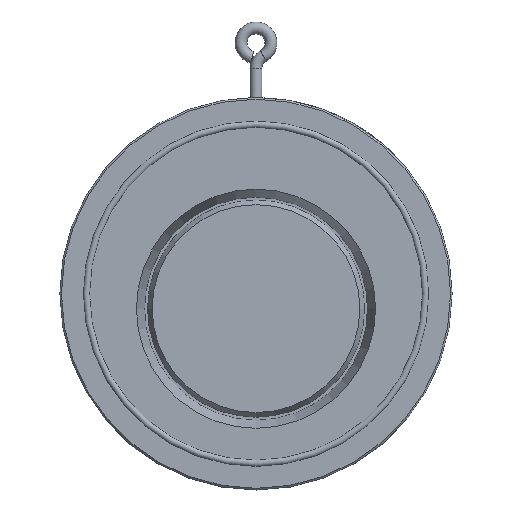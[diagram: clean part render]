
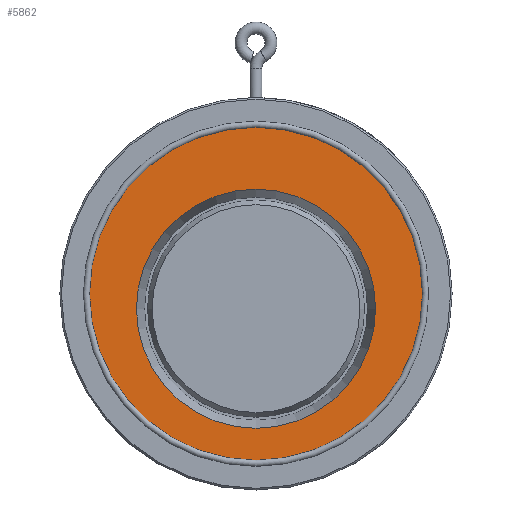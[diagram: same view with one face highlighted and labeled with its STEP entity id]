
A CAD part, top view. The second image highlights one B-rep face of the part: STEP entity #5862.
In plain terms, the highlighted planar face has unit normal (0, 0, 1).
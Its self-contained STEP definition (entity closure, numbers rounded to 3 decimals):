
#1686 = ORIENTED_EDGE ( 'NONE', *, *, #14861, .F. ) ;
#2716 = VERTEX_POINT ( 'NONE', #8615 ) ;
#3516 = EDGE_CURVE ( 'NONE', #15245, #15245, #18166, .T. ) ;
#3607 = CIRCLE ( 'NONE', #17753, 83.62 ) ;
#4177 = CARTESIAN_POINT ( 'NONE',  ( 0., -7.5, 0. ) ) ;
#5243 = FACE_BOUND ( 'NONE', #12002, .T. ) ;
#5597 = DIRECTION ( 'NONE',  ( 0., -1., 0. ) ) ;
#5600 = CARTESIAN_POINT ( 'NONE',  ( 0., 0., 0. ) ) ;
#5862 = ADVANCED_FACE ( 'NONE', ( #5243, #8978 ), #6886, .T. ) ;
#6886 = PLANE ( 'NONE',  #8739 ) ;
#7000 = DIRECTION ( 'NONE',  ( -1., 0., 0. ) ) ;
#8318 = CARTESIAN_POINT ( 'NONE',  ( 0., 0., 0. ) ) ;
#8615 = CARTESIAN_POINT ( 'NONE',  ( -83.62, 0., 0. ) ) ;
#8739 = AXIS2_PLACEMENT_3D ( 'NONE', #8318, #12120, #18134 ) ;
#8978 = FACE_OUTER_BOUND ( 'NONE', #10450, .T. ) ;
#10450 = EDGE_LOOP ( 'NONE', ( #1686 ) ) ;
#12002 = EDGE_LOOP ( 'NONE', ( #14194 ) ) ;
#12120 = DIRECTION ( 'NONE',  ( 0., 0., 1. ) ) ;
#13994 = DIRECTION ( 'NONE',  ( 0., 0., 1. ) ) ;
#14129 = CARTESIAN_POINT ( 'NONE',  ( 0., -67.54, 0. ) ) ;
#14194 = ORIENTED_EDGE ( 'NONE', *, *, #3516, .F. ) ;
#14861 = EDGE_CURVE ( 'NONE', #2716, #2716, #3607, .T. ) ;
#15245 = VERTEX_POINT ( 'NONE', #14129 ) ;
#15348 = AXIS2_PLACEMENT_3D ( 'NONE', #4177, #13994, #5597 ) ;
#15405 = DIRECTION ( 'NONE',  ( 0., 0., -1. ) ) ;
#17753 = AXIS2_PLACEMENT_3D ( 'NONE', #5600, #15405, #7000 ) ;
#18134 = DIRECTION ( 'NONE',  ( 1., 0., 0. ) ) ;
#18166 = CIRCLE ( 'NONE', #15348, 60.04 ) ;
